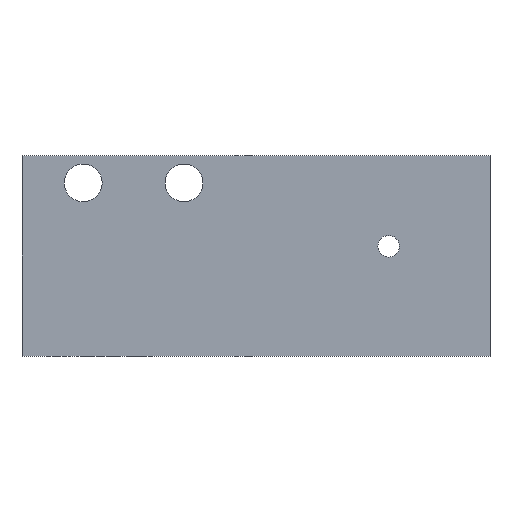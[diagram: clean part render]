
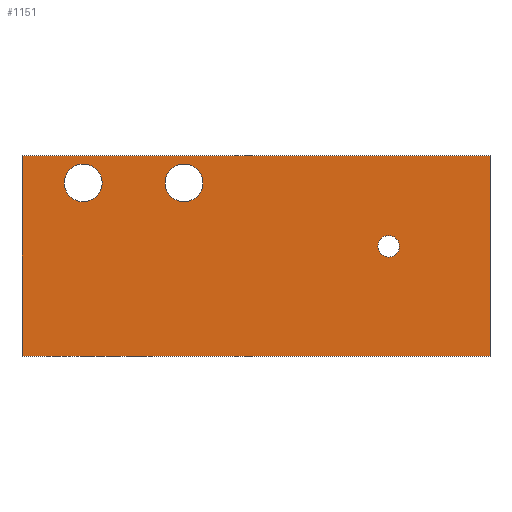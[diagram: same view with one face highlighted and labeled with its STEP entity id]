
A CAD part, front view. The second image highlights one B-rep face of the part: STEP entity #1151.
In plain terms, the highlighted planar face has unit normal (0, -1, 0).
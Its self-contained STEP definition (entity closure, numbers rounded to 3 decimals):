
#59=FACE_BOUND('',#244,.T.);
#60=FACE_BOUND('',#245,.T.);
#61=FACE_BOUND('',#246,.T.);
#85=PLANE('',#1271);
#144=FACE_OUTER_BOUND('',#243,.T.);
#243=EDGE_LOOP('',(#1036,#1037,#1038,#1039));
#244=EDGE_LOOP('',(#1040));
#245=EDGE_LOOP('',(#1041));
#246=EDGE_LOOP('',(#1042));
#275=CIRCLE('',#1219,1.5);
#279=CIRCLE('',#1225,2.625);
#283=CIRCLE('',#1231,2.625);
#367=LINE('',#2540,#451);
#404=LINE('',#2677,#488);
#405=LINE('',#2680,#489);
#406=LINE('',#2681,#490);
#451=VECTOR('',#1406,10.);
#488=VECTOR('',#1557,10.);
#489=VECTOR('',#1560,10.);
#490=VECTOR('',#1561,10.);
#551=VERTEX_POINT('',#2537);
#552=VERTEX_POINT('',#2539);
#557=VERTEX_POINT('',#2553);
#561=VERTEX_POINT('',#2565);
#565=VERTEX_POINT('',#2577);
#595=VERTEX_POINT('',#2675);
#596=VERTEX_POINT('',#2679);
#679=EDGE_CURVE('',#551,#552,#367,.T.);
#687=EDGE_CURVE('',#557,#557,#275,.T.);
#693=EDGE_CURVE('',#561,#561,#279,.T.);
#699=EDGE_CURVE('',#565,#565,#283,.T.);
#748=EDGE_CURVE('',#595,#552,#404,.T.);
#749=EDGE_CURVE('',#596,#595,#405,.T.);
#750=EDGE_CURVE('',#596,#551,#406,.T.);
#1036=ORIENTED_EDGE('',*,*,#749,.T.);
#1037=ORIENTED_EDGE('',*,*,#748,.T.);
#1038=ORIENTED_EDGE('',*,*,#679,.F.);
#1039=ORIENTED_EDGE('',*,*,#750,.F.);
#1040=ORIENTED_EDGE('',*,*,#687,.T.);
#1041=ORIENTED_EDGE('',*,*,#693,.T.);
#1042=ORIENTED_EDGE('',*,*,#699,.T.);
#1151=ADVANCED_FACE('',(#144,#59,#60,#61),#85,.T.);
#1219=AXIS2_PLACEMENT_3D('',#2555,#1421,#1422);
#1225=AXIS2_PLACEMENT_3D('',#2567,#1435,#1436);
#1231=AXIS2_PLACEMENT_3D('',#2579,#1449,#1450);
#1271=AXIS2_PLACEMENT_3D('',#2678,#1558,#1559);
#1406=DIRECTION('',(0.,0.,-1.));
#1421=DIRECTION('center_axis',(0.,1.,0.));
#1422=DIRECTION('ref_axis',(-1.,0.,0.));
#1435=DIRECTION('center_axis',(0.,1.,0.));
#1436=DIRECTION('ref_axis',(-1.,0.,0.));
#1449=DIRECTION('center_axis',(0.,1.,0.));
#1450=DIRECTION('ref_axis',(-1.,0.,0.));
#1557=DIRECTION('',(1.,0.,0.));
#1558=DIRECTION('center_axis',(0.,-1.,0.));
#1559=DIRECTION('ref_axis',(0.,0.,-1.));
#1560=DIRECTION('',(0.,0.,-1.));
#1561=DIRECTION('',(1.,0.,0.));
#2537=CARTESIAN_POINT('',(65.,-4.35,23.27));
#2539=CARTESIAN_POINT('',(65.,-4.35,-4.53));
#2540=CARTESIAN_POINT('',(65.,-4.35,23.27));
#2553=CARTESIAN_POINT('',(52.43,-4.35,10.72));
#2555=CARTESIAN_POINT('Origin',(50.93,-4.35,10.72));
#2565=CARTESIAN_POINT('',(25.125,-4.35,19.52));
#2567=CARTESIAN_POINT('Origin',(22.5,-4.35,19.52));
#2577=CARTESIAN_POINT('',(11.125,-4.35,19.52));
#2579=CARTESIAN_POINT('Origin',(8.5,-4.35,19.52));
#2675=CARTESIAN_POINT('',(0.,-4.35,-4.53));
#2677=CARTESIAN_POINT('',(0.,-4.35,-4.53));
#2678=CARTESIAN_POINT('Origin',(0.,-4.35,23.27));
#2679=CARTESIAN_POINT('',(0.,-4.35,23.27));
#2680=CARTESIAN_POINT('',(0.,-4.35,23.27));
#2681=CARTESIAN_POINT('',(0.,-4.35,23.27));
